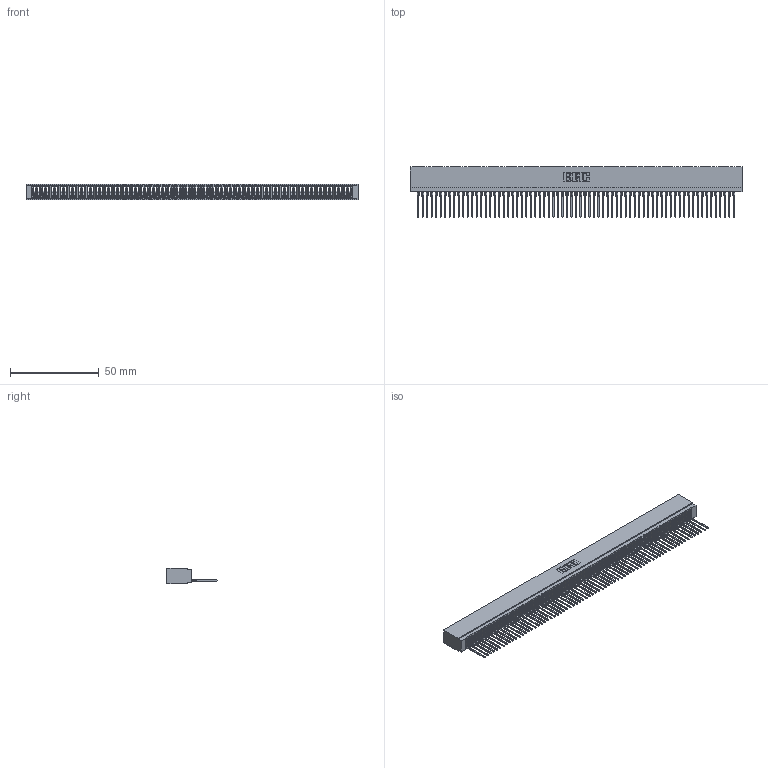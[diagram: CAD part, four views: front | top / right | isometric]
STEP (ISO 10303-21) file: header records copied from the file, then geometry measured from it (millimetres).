
FILE_DESCRIPTION (( 'STEP AP203' ), '1' );
FILE_NAME ('725-071-540-101.STEP', '2020-09-10T05:15:50', ( '' ), ( '' ), 'SwSTEP 2.0', 'SolidWorks 2020', '' );
FILE_SCHEMA (( 'CONFIG_CONTROL_DESIGN' ));
Length unit declared in the file: inch
Products named in the file (3): 725-071-540-101; 745-292-001_540; 725 Part_Insulator Option - 01
Assembly tree (72 placements, depth 2):
  725-071-540-101
    725 Part_Insulator Option - 01
    745-292-001_540  x71
Bounding box: 186.94 x 28.21 x 8.89 mm (x, y, z)
Volume: 905.3 mm3; surface area: 28614.2 mm2
Topology: 71 solids, 72 shells, 8046 faces, 22122 edges, 13942 vertices
Faces by surface type: plane 4811, bspline 1420, cylinder 1389, torus 426
Entity records: 113269 total; most frequent: CARTESIAN_POINT 20460, ORIENTED_EDGE 20024, DIRECTION 17328, EDGE_CURVE 10012, LINE 9404, VECTOR 9404, VERTEX_POINT 6382, AXIS2_PLACEMENT_3D 3962
